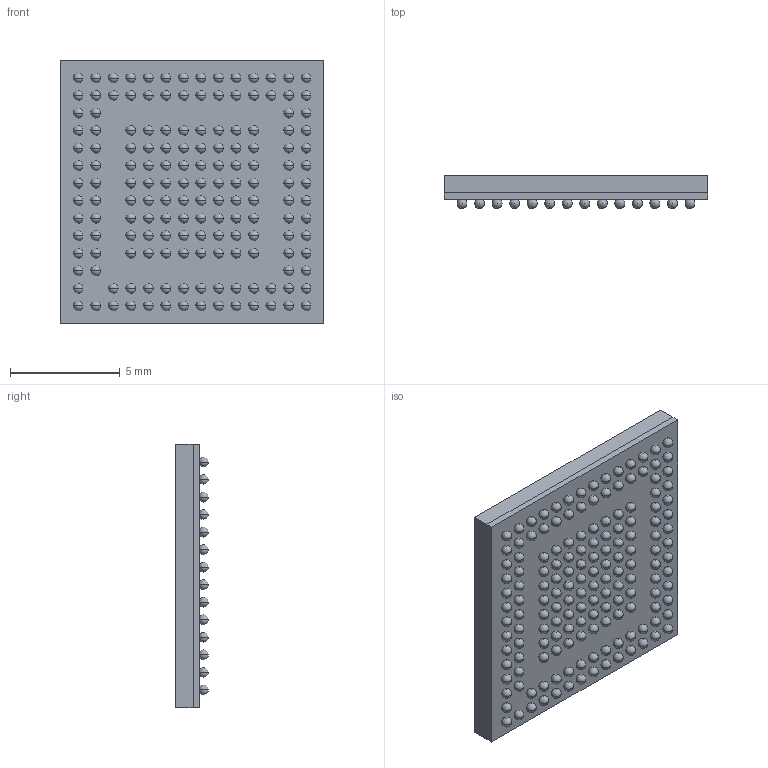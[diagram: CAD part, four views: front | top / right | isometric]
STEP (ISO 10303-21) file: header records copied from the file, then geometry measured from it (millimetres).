
FILE_DESCRIPTION (( 'STEP AP214' ), '1' );
FILE_NAME ('SJA1105ELY.STEP', '2022-12-27T13:49:23', ( '' ), ( '' ), 'SwSTEP 2.0', 'SolidWorks 2021', '' );
FILE_SCHEMA (( 'AUTOMOTIVE_DESIGN' ));
Length unit declared in the file: millimetre
Products named in the file (3): Pin^SJA1105ELY; Body^SJA1105ELY; SJA1105ELY
Assembly tree (160 placements, depth 2):
  SJA1105ELY
    Body^SJA1105ELY
    Pin^SJA1105ELY  x159
Bounding box: 12 x 1.5 x 12 mm (x, y, z)
Volume: 165.7 mm3; surface area: 729.4 mm2
Topology: 162 solids, 162 shells, 496 faces, 1467 edges, 978 vertices
Faces by surface type: sphere 318, plane 174, cylinder 4
Entity records: 1936 total; most frequent: DIRECTION 422, CARTESIAN_POINT 252, AXIS2_PLACEMENT_3D 197, PRODUCT_DEFINITION_SHAPE 163, ITEM_DEFINED_TRANSFORMATION 160, CONTEXT_DEPENDENT_SHAPE_REPRESENTATION 160, NEXT_ASSEMBLY_USAGE_OCCURRENCE 160, ORIENTED_EDGE 80
